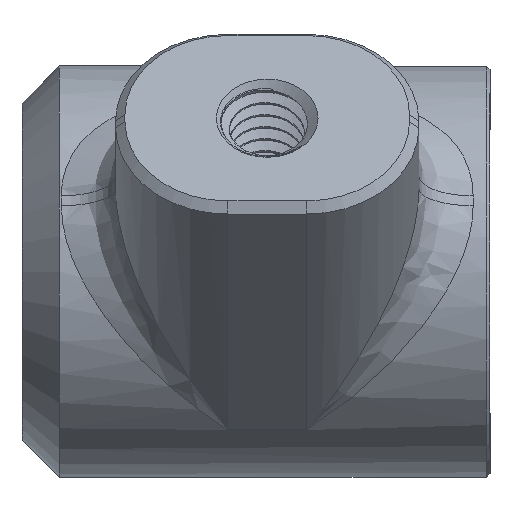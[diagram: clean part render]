
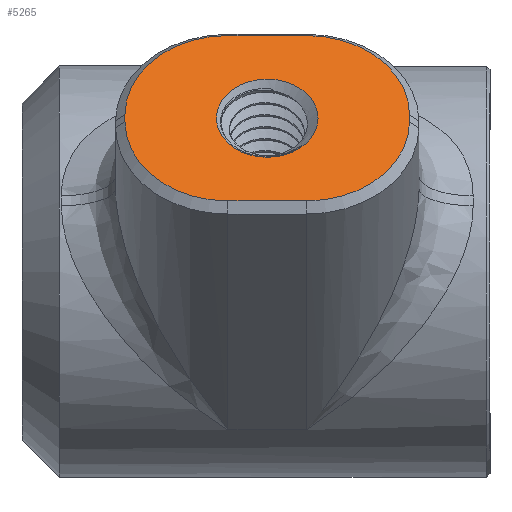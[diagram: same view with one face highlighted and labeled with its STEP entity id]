
A CAD part, left-side view. The second image highlights one B-rep face of the part: STEP entity #5265.
In plain terms, the highlighted planar face has unit normal (-0.769, 0, 0.64).
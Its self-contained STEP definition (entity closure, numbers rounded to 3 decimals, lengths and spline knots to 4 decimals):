
#126=PLANE('',#5556);
#175=FACE_BOUND('',#521,.T.);
#273=FACE_OUTER_BOUND('',#520,.T.);
#520=EDGE_LOOP('',(#3914,#3915,#3916,#3917,#3918,#3919,#3920,#3921));
#521=EDGE_LOOP('',(#3922));
#704=CIRCLE('',#5535,0.275);
#706=CIRCLE('',#5539,0.275);
#708=CIRCLE('',#5543,0.275);
#710=CIRCLE('',#5547,0.275);
#715=CIRCLE('',#5557,0.1357);
#1347=LINE('',#28375,#1605);
#1353=LINE('',#28390,#1611);
#1356=LINE('',#28401,#1614);
#1360=LINE('',#28413,#1618);
#1605=VECTOR('',#6020,0.3937);
#1611=VECTOR('',#6034,0.3937);
#1614=VECTOR('',#6045,0.3937);
#1618=VECTOR('',#6057,0.3937);
#2209=VERTEX_POINT('',#28372);
#2210=VERTEX_POINT('',#28374);
#2213=VERTEX_POINT('',#28382);
#2215=VERTEX_POINT('',#28388);
#2217=VERTEX_POINT('',#28394);
#2219=VERTEX_POINT('',#28399);
#2221=VERTEX_POINT('',#28406);
#2223=VERTEX_POINT('',#28411);
#2230=VERTEX_POINT('',#28439);
#2922=EDGE_CURVE('',#2209,#2210,#1347,.T.);
#2927=EDGE_CURVE('',#2213,#2209,#704,.T.);
#2930=EDGE_CURVE('',#2215,#2213,#1353,.T.);
#2933=EDGE_CURVE('',#2217,#2215,#706,.T.);
#2935=EDGE_CURVE('',#2219,#2217,#1356,.T.);
#2939=EDGE_CURVE('',#2221,#2219,#708,.T.);
#2941=EDGE_CURVE('',#2223,#2221,#1360,.T.);
#2944=EDGE_CURVE('',#2210,#2223,#710,.T.);
#2955=EDGE_CURVE('',#2230,#2230,#715,.T.);
#3914=ORIENTED_EDGE('',*,*,#2922,.F.);
#3915=ORIENTED_EDGE('',*,*,#2927,.F.);
#3916=ORIENTED_EDGE('',*,*,#2930,.F.);
#3917=ORIENTED_EDGE('',*,*,#2933,.F.);
#3918=ORIENTED_EDGE('',*,*,#2935,.F.);
#3919=ORIENTED_EDGE('',*,*,#2939,.F.);
#3920=ORIENTED_EDGE('',*,*,#2941,.F.);
#3921=ORIENTED_EDGE('',*,*,#2944,.F.);
#3922=ORIENTED_EDGE('',*,*,#2955,.F.);
#5265=ADVANCED_FACE('',(#273,#175),#126,.T.);
#5535=AXIS2_PLACEMENT_3D('',#28384,#6028,#6029);
#5539=AXIS2_PLACEMENT_3D('',#28396,#6040,#6041);
#5543=AXIS2_PLACEMENT_3D('',#28408,#6052,#6053);
#5547=AXIS2_PLACEMENT_3D('',#28417,#6063,#6064);
#5556=AXIS2_PLACEMENT_3D('',#28438,#6087,#6088);
#5557=AXIS2_PLACEMENT_3D('',#28440,#6089,#6090);
#6020=DIRECTION('',(-0.64,0.,-0.769));
#6028=DIRECTION('center_axis',(0.769,0.,-0.64));
#6029=DIRECTION('ref_axis',(0.452,-0.707,0.543));
#6034=DIRECTION('',(0.,-1.,0.));
#6040=DIRECTION('center_axis',(0.769,0.,-0.64));
#6041=DIRECTION('ref_axis',(0.452,0.707,0.543));
#6045=DIRECTION('',(0.64,0.,0.769));
#6052=DIRECTION('center_axis',(0.769,0.,-0.64));
#6053=DIRECTION('ref_axis',(-0.452,0.707,-0.543));
#6057=DIRECTION('',(0.,1.,0.));
#6063=DIRECTION('center_axis',(0.769,0.,-0.64));
#6064=DIRECTION('ref_axis',(-0.452,-0.707,-0.543));
#6087=DIRECTION('center_axis',(-0.769,0.,0.64));
#6088=DIRECTION('ref_axis',(-0.64,0.,-0.769));
#6089=DIRECTION('center_axis',(-0.769,0.,0.64));
#6090=DIRECTION('ref_axis',(0.,1.,0.));
#28372=CARTESIAN_POINT('',(-0.8564,-1.035,0.4194));
#28374=CARTESIAN_POINT('',(-0.8721,-1.035,0.4006));
#28375=CARTESIAN_POINT('',(-0.7922,-1.035,0.4965));
#28382=CARTESIAN_POINT('',(-0.6805,-0.76,0.6308));
#28384=CARTESIAN_POINT('Origin',(-0.8564,-0.76,0.4194));
#28388=CARTESIAN_POINT('',(-0.6805,-0.55,0.6308));
#28390=CARTESIAN_POINT('',(-0.6805,0.,0.6308));
#28394=CARTESIAN_POINT('',(-0.8564,-0.275,0.4194));
#28396=CARTESIAN_POINT('Origin',(-0.8564,-0.55,0.4194));
#28399=CARTESIAN_POINT('',(-0.8721,-0.275,0.4006));
#28401=CARTESIAN_POINT('',(-0.7922,-0.275,0.4965));
#28406=CARTESIAN_POINT('',(-1.048,-0.55,0.1892));
#28408=CARTESIAN_POINT('Origin',(-0.8721,-0.55,0.4006));
#28411=CARTESIAN_POINT('',(-1.048,-0.76,0.1892));
#28413=CARTESIAN_POINT('',(-1.048,0.,0.1892));
#28417=CARTESIAN_POINT('Origin',(-0.8721,-0.76,0.4006));
#28438=CARTESIAN_POINT('Origin',(-0.6645,0.,0.65));
#28439=CARTESIAN_POINT('',(-0.8642,-0.7907,0.41));
#28440=CARTESIAN_POINT('Origin',(-0.8642,-0.655,0.41));
